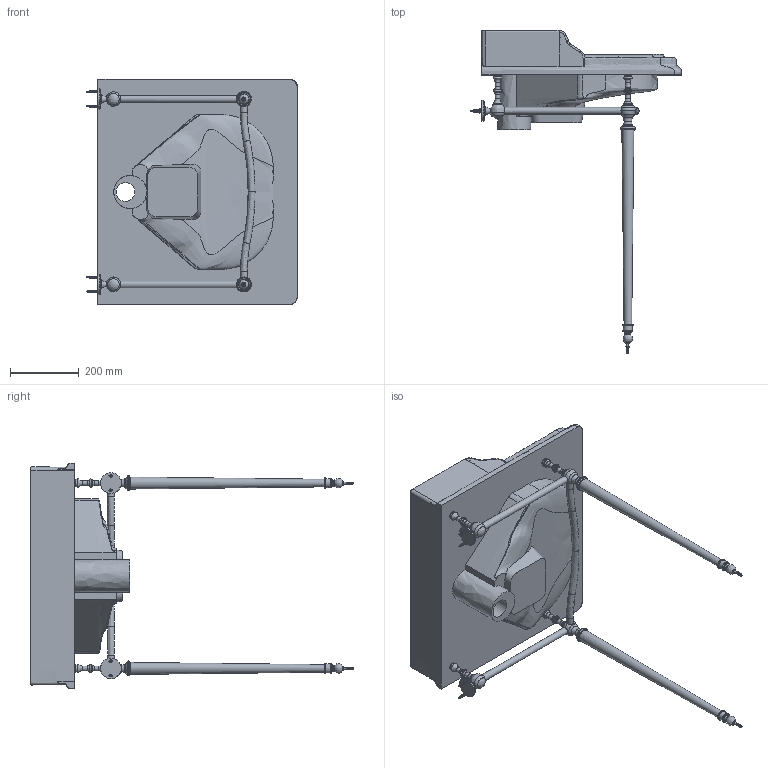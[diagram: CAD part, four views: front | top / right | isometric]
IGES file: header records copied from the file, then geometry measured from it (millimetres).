
Global section: file name: 2706; native system: AutoCAD 2016 - English; preprocessor: Autodesk Translation Framework DWG producer (atf_dwg_producer); organization: unknown; date: 20161027.162533; units: millimetre
Bounding box: 615.21 x 941.48 x 656.56 mm (x, y, z)
Volume: 27767099.7 mm3; surface area: 1564670 mm2
Topology: 29 solids, 29 shells, 818 faces, 2098 edges, 1382 vertices
Faces by surface type: bspline 818
